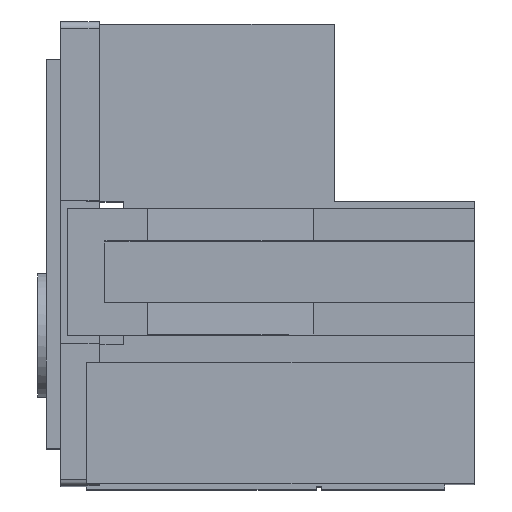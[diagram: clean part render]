
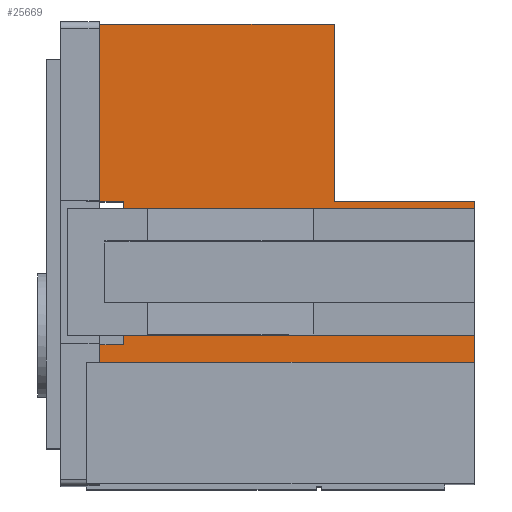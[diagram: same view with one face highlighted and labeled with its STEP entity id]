
A CAD part, top view. The second image highlights one B-rep face of the part: STEP entity #25669.
In plain terms, the highlighted planar face has unit normal (0, 0, 1).
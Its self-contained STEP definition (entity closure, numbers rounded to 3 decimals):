
#211 = VECTOR ( 'NONE', #73881, 1000. ) ;
#5217 = CARTESIAN_POINT ( 'NONE',  ( 0., 5.75, 31.325 ) ) ;
#5574 = CARTESIAN_POINT ( 'NONE',  ( 1.75, 6.6, 31.325 ) ) ;
#6112 = VECTOR ( 'NONE', #30105, 1000. ) ;
#6613 = VECTOR ( 'NONE', #12640, 1000. ) ;
#7161 = VERTEX_POINT ( 'NONE', #80614 ) ;
#7858 = VECTOR ( 'NONE', #11406, 1000. ) ;
#9832 = DIRECTION ( 'NONE',  ( 1., 0., 0. ) ) ;
#10095 = CARTESIAN_POINT ( 'NONE',  ( 11.75, 13.4, 31.325 ) ) ;
#10149 = CARTESIAN_POINT ( 'NONE',  ( 11.75, 13.4, 31.325 ) ) ;
#11108 = LINE ( 'NONE', #48524, #211 ) ;
#11406 = DIRECTION ( 'NONE',  ( -1., 0., 0. ) ) ;
#11780 = VERTEX_POINT ( 'NONE', #58211 ) ;
#11854 = CARTESIAN_POINT ( 'NONE',  ( 0., 21.8, 31.325 ) ) ;
#12551 = CARTESIAN_POINT ( 'NONE',  ( 18.4, 5.75, 31.325 ) ) ;
#12640 = DIRECTION ( 'NONE',  ( 1., 0., 0. ) ) ;
#12830 = CARTESIAN_POINT ( 'NONE',  ( 1.75, 13.4, 31.325 ) ) ;
#12938 = AXIS2_PLACEMENT_3D ( 'NONE', #28149, #23146, #34787 ) ;
#13062 = VERTEX_POINT ( 'NONE', #61802 ) ;
#13382 = EDGE_CURVE ( 'NONE', #78470, #65198, #54255, .T. ) ;
#13538 = EDGE_CURVE ( 'NONE', #7161, #48322, #38419, .T. ) ;
#15689 = FACE_OUTER_BOUND ( 'NONE', #27293, .T. ) ;
#15838 = EDGE_CURVE ( 'NONE', #69812, #11780, #67784, .T. ) ;
#16094 = LINE ( 'NONE', #66756, #77714 ) ;
#16719 = EDGE_CURVE ( 'NONE', #18212, #13062, #65871, .T. ) ;
#17243 = ORIENTED_EDGE ( 'NONE', *, *, #13382, .F. ) ;
#17439 = EDGE_CURVE ( 'NONE', #40163, #13062, #11108, .T. ) ;
#18212 = VERTEX_POINT ( 'NONE', #12551 ) ;
#18674 = LINE ( 'NONE', #12830, #22040 ) ;
#19143 = EDGE_CURVE ( 'NONE', #48322, #72729, #39143, .T. ) ;
#22040 = VECTOR ( 'NONE', #63523, 1000. ) ;
#22135 = DIRECTION ( 'NONE',  ( 0., 1., 0. ) ) ;
#22410 = EDGE_CURVE ( 'NONE', #79248, #72729, #16094, .T. ) ;
#22664 = EDGE_CURVE ( 'NONE', #43687, #79248, #55023, .T. ) ;
#22816 = LINE ( 'NONE', #61031, #40708 ) ;
#23146 = DIRECTION ( 'NONE',  ( 0., 0., -1. ) ) ;
#24311 = EDGE_CURVE ( 'NONE', #27064, #58553, #22816, .T. ) ;
#25669 = ADVANCED_FACE ( 'NONE', ( #15689 ), #53086, .F. ) ;
#27064 = VERTEX_POINT ( 'NONE', #70531 ) ;
#27293 = EDGE_LOOP ( 'NONE', ( #45891, #32895, #42505, #70278, #17243, #78998, #49015, #53616, #63928, #34129, #27653, #54270, #76864, #37703 ) ) ;
#27653 = ORIENTED_EDGE ( 'NONE', *, *, #19143, .T. ) ;
#28149 = CARTESIAN_POINT ( 'NONE',  ( 0., 21.8, 31.325 ) ) ;
#28654 = DIRECTION ( 'NONE',  ( 0., 1., 0. ) ) ;
#30105 = DIRECTION ( 'NONE',  ( 0., -1., 0. ) ) ;
#30609 = VECTOR ( 'NONE', #22135, 1000. ) ;
#30982 = EDGE_CURVE ( 'NONE', #11780, #27064, #18674, .T. ) ;
#30986 = LINE ( 'NONE', #5217, #61532 ) ;
#32492 = VECTOR ( 'NONE', #37620, 1000. ) ;
#32519 = CARTESIAN_POINT ( 'NONE',  ( 18.4, 13.05, 31.325 ) ) ;
#32895 = ORIENTED_EDGE ( 'NONE', *, *, #30982, .F. ) ;
#34129 = ORIENTED_EDGE ( 'NONE', *, *, #13538, .T. ) ;
#34787 = DIRECTION ( 'NONE',  ( -1., 0., 0. ) ) ;
#34861 = CARTESIAN_POINT ( 'NONE',  ( 18.4, 13.05, 31.325 ) ) ;
#34993 = CARTESIAN_POINT ( 'NONE',  ( 1.75, 13.4, 31.325 ) ) ;
#36443 = CARTESIAN_POINT ( 'NONE',  ( 1.75, 6.6, 31.325 ) ) ;
#37620 = DIRECTION ( 'NONE',  ( 1., 0., 0. ) ) ;
#37703 = ORIENTED_EDGE ( 'NONE', *, *, #50198, .F. ) ;
#38419 = LINE ( 'NONE', #52099, #6613 ) ;
#39143 = LINE ( 'NONE', #32519, #61318 ) ;
#40163 = VERTEX_POINT ( 'NONE', #49924 ) ;
#40708 = VECTOR ( 'NONE', #28654, 1000. ) ;
#41349 = CARTESIAN_POINT ( 'NONE',  ( 18.4, 21.8, 31.325 ) ) ;
#42490 = CARTESIAN_POINT ( 'NONE',  ( 11.75, 21.8, 31.325 ) ) ;
#42505 = ORIENTED_EDGE ( 'NONE', *, *, #15838, .F. ) ;
#43687 = VERTEX_POINT ( 'NONE', #42490 ) ;
#43769 = CARTESIAN_POINT ( 'NONE',  ( 0., 21.8, 31.325 ) ) ;
#45891 = ORIENTED_EDGE ( 'NONE', *, *, #24311, .F. ) ;
#47401 = LINE ( 'NONE', #48629, #51624 ) ;
#47581 = DIRECTION ( 'NONE',  ( 0., 1., 0. ) ) ;
#47801 = DIRECTION ( 'NONE',  ( 0., 1., 0. ) ) ;
#48322 = VERTEX_POINT ( 'NONE', #34861 ) ;
#48524 = CARTESIAN_POINT ( 'NONE',  ( 15.07, 7.05, 31.325 ) ) ;
#48629 = CARTESIAN_POINT ( 'NONE',  ( 15.07, 7.05, 31.325 ) ) ;
#48644 = EDGE_CURVE ( 'NONE', #78470, #18212, #30986, .T. ) ;
#48860 = LINE ( 'NONE', #11854, #32492 ) ;
#49015 = ORIENTED_EDGE ( 'NONE', *, *, #16719, .T. ) ;
#49924 = CARTESIAN_POINT ( 'NONE',  ( 15.07, 7.05, 31.325 ) ) ;
#50198 = EDGE_CURVE ( 'NONE', #58553, #43687, #48860, .T. ) ;
#51624 = VECTOR ( 'NONE', #47801, 1000. ) ;
#52099 = CARTESIAN_POINT ( 'NONE',  ( 18.4, 13.05, 31.325 ) ) ;
#53025 = CARTESIAN_POINT ( 'NONE',  ( 0., 21.8, 31.325 ) ) ;
#53086 = PLANE ( 'NONE',  #12938 ) ;
#53616 = ORIENTED_EDGE ( 'NONE', *, *, #17439, .F. ) ;
#54255 = LINE ( 'NONE', #53025, #54371 ) ;
#54270 = ORIENTED_EDGE ( 'NONE', *, *, #22410, .F. ) ;
#54371 = VECTOR ( 'NONE', #78355, 1000. ) ;
#55023 = LINE ( 'NONE', #10149, #6112 ) ;
#56322 = DIRECTION ( 'NONE',  ( 1., 0., 0. ) ) ;
#58211 = CARTESIAN_POINT ( 'NONE',  ( 1.75, 13.4, 31.325 ) ) ;
#58553 = VERTEX_POINT ( 'NONE', #43769 ) ;
#61031 = CARTESIAN_POINT ( 'NONE',  ( 0., 21.8, 31.325 ) ) ;
#61318 = VECTOR ( 'NONE', #70710, 1000. ) ;
#61532 = VECTOR ( 'NONE', #56322, 1000. ) ;
#61802 = CARTESIAN_POINT ( 'NONE',  ( 18.4, 7.05, 31.325 ) ) ;
#63523 = DIRECTION ( 'NONE',  ( -1., 0., 0. ) ) ;
#63928 = ORIENTED_EDGE ( 'NONE', *, *, #81425, .T. ) ;
#65198 = VERTEX_POINT ( 'NONE', #72116 ) ;
#65871 = LINE ( 'NONE', #41349, #73124 ) ;
#66756 = CARTESIAN_POINT ( 'NONE',  ( 18.4, 13.4, 31.325 ) ) ;
#67784 = LINE ( 'NONE', #34993, #30609 ) ;
#68335 = LINE ( 'NONE', #5574, #7858 ) ;
#69043 = CARTESIAN_POINT ( 'NONE',  ( 0., 5.75, 31.325 ) ) ;
#69812 = VERTEX_POINT ( 'NONE', #36443 ) ;
#70278 = ORIENTED_EDGE ( 'NONE', *, *, #81116, .T. ) ;
#70531 = CARTESIAN_POINT ( 'NONE',  ( 0., 13.4, 31.325 ) ) ;
#70710 = DIRECTION ( 'NONE',  ( 0., 1., 0. ) ) ;
#72116 = CARTESIAN_POINT ( 'NONE',  ( 0., 6.6, 31.325 ) ) ;
#72729 = VERTEX_POINT ( 'NONE', #73920 ) ;
#73124 = VECTOR ( 'NONE', #47581, 1000. ) ;
#73881 = DIRECTION ( 'NONE',  ( 1., 0., 0. ) ) ;
#73920 = CARTESIAN_POINT ( 'NONE',  ( 18.4, 13.4, 31.325 ) ) ;
#76864 = ORIENTED_EDGE ( 'NONE', *, *, #22664, .F. ) ;
#77714 = VECTOR ( 'NONE', #9832, 1000. ) ;
#78355 = DIRECTION ( 'NONE',  ( 0., 1., 0. ) ) ;
#78470 = VERTEX_POINT ( 'NONE', #69043 ) ;
#78998 = ORIENTED_EDGE ( 'NONE', *, *, #48644, .T. ) ;
#79248 = VERTEX_POINT ( 'NONE', #10095 ) ;
#80614 = CARTESIAN_POINT ( 'NONE',  ( 15.07, 13.05, 31.325 ) ) ;
#81116 = EDGE_CURVE ( 'NONE', #69812, #65198, #68335, .T. ) ;
#81425 = EDGE_CURVE ( 'NONE', #40163, #7161, #47401, .T. ) ;
